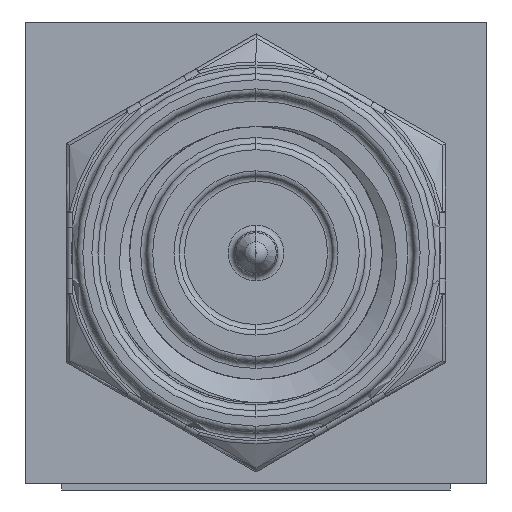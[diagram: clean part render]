
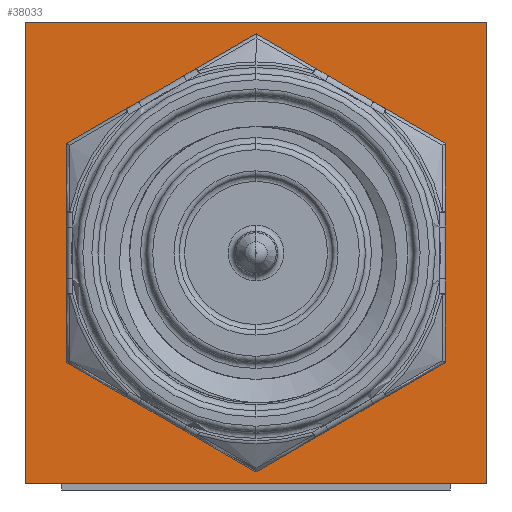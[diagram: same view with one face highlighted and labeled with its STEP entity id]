
A CAD part, left-side view. The second image highlights one B-rep face of the part: STEP entity #38033.
In plain terms, the highlighted planar face has unit normal (-1, 0, 0).
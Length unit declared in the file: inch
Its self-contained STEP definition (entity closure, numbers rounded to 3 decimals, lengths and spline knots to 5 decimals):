
#1247 = VERTEX_POINT ( 'NONE', #55544 ) ;
#2160 = VECTOR ( 'NONE', #64326, 39.37008 ) ;
#2662 = VECTOR ( 'NONE', #17995, 39.37008 ) ;
#2852 = VERTEX_POINT ( 'NONE', #45997 ) ;
#6164 = CARTESIAN_POINT ( 'NONE',  ( 0., -0.38, 0. ) ) ;
#6868 = CARTESIAN_POINT ( 'NONE',  ( 0., -0.38, -0.38 ) ) ;
#7215 = FACE_OUTER_BOUND ( 'NONE', #52647, .T. ) ;
#10011 = EDGE_CURVE ( 'NONE', #21245, #1247, #62210, .T. ) ;
#12683 = CARTESIAN_POINT ( 'NONE',  ( 0., -0.38, -0.38 ) ) ;
#12840 = DIRECTION ( 'NONE',  ( 0., 0., 1. ) ) ;
#14330 = VECTOR ( 'NONE', #24275, 39.37008 ) ;
#15613 = VECTOR ( 'NONE', #46252, 39.37008 ) ;
#17995 = DIRECTION ( 'NONE',  ( 0., 1., 0. ) ) ;
#21245 = VERTEX_POINT ( 'NONE', #6868 ) ;
#23138 = PLANE ( 'NONE',  #31366 ) ;
#24033 = VERTEX_POINT ( 'NONE', #37525 ) ;
#24275 = DIRECTION ( 'NONE',  ( 0., 0., 1. ) ) ;
#24919 = CARTESIAN_POINT ( 'NONE',  ( 0., 0., 0. ) ) ;
#27490 = CARTESIAN_POINT ( 'NONE',  ( 0., -0.38, 0. ) ) ;
#29809 = LINE ( 'NONE', #44045, #2160 ) ;
#30345 = ORIENTED_EDGE ( 'NONE', *, *, #57579, .T. ) ;
#31366 = AXIS2_PLACEMENT_3D ( 'NONE', #27490, #58306, #12840 ) ;
#35566 = LINE ( 'NONE', #24919, #14330 ) ;
#37525 = CARTESIAN_POINT ( 'NONE',  ( 0., 0., -0.38 ) ) ;
#37812 = EDGE_CURVE ( 'NONE', #21245, #24033, #63485, .T. ) ;
#37981 = EDGE_CURVE ( 'NONE', #24033, #2852, #35566, .T. ) ;
#38033 = ADVANCED_FACE ( 'NONE', ( #7215 ), #23138, .T. ) ;
#38418 = ORIENTED_EDGE ( 'NONE', *, *, #37981, .F. ) ;
#44045 = CARTESIAN_POINT ( 'NONE',  ( 0., -0.38, 0. ) ) ;
#45997 = CARTESIAN_POINT ( 'NONE',  ( 0., 0., 0. ) ) ;
#46252 = DIRECTION ( 'NONE',  ( 0., 0., 1. ) ) ;
#47746 = ORIENTED_EDGE ( 'NONE', *, *, #10011, .T. ) ;
#52647 = EDGE_LOOP ( 'NONE', ( #38418, #58142, #47746, #30345 ) ) ;
#55544 = CARTESIAN_POINT ( 'NONE',  ( 0., -0.38, 0. ) ) ;
#57579 = EDGE_CURVE ( 'NONE', #1247, #2852, #29809, .T. ) ;
#58142 = ORIENTED_EDGE ( 'NONE', *, *, #37812, .F. ) ;
#58306 = DIRECTION ( 'NONE',  ( -1., 0., 0. ) ) ;
#62210 = LINE ( 'NONE', #6164, #15613 ) ;
#63485 = LINE ( 'NONE', #12683, #2662 ) ;
#64326 = DIRECTION ( 'NONE',  ( 0., 1., 0. ) ) ;
